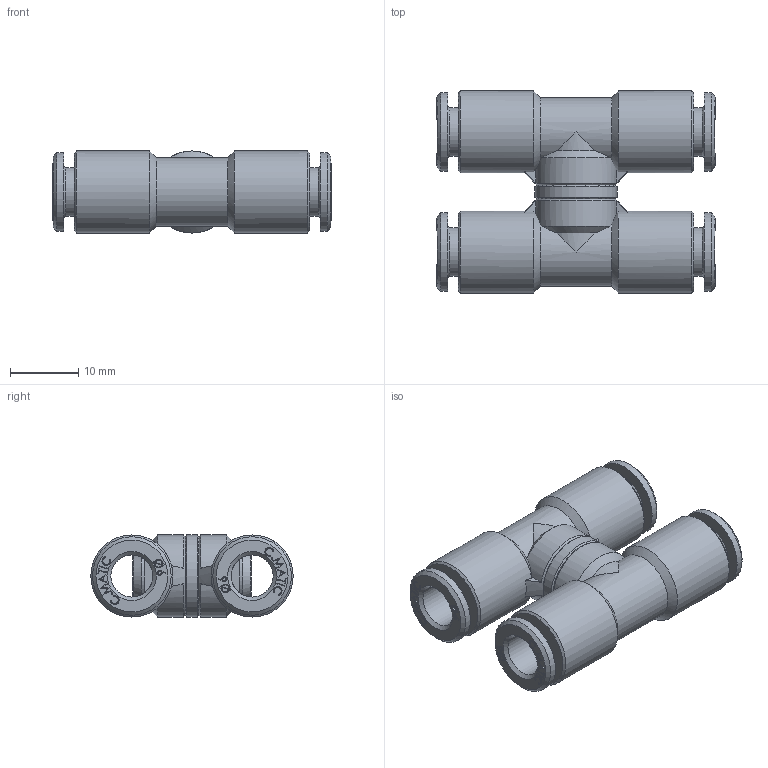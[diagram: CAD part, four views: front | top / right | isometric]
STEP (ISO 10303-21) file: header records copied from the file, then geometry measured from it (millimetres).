
FILE_DESCRIPTION( ( 'STEP AP214' ), '1' );
FILE_NAME( 'psolqas_20084_4.stp', '2021-03-04T17:13:46', ( 'License CC BY-ND 4.0' ), ( 'CADENAS' ), ' ', 'PARTsolutions', ' ' );
FILE_SCHEMA( ( 'AUTOMOTIVE_DESIGN { 1 0 10303 214 1 1 1 1 }' ) );
Length unit declared in the file: metre
Products named in the file (1): Rivoluzione3
Bounding box: 40.8 x 29.6 x 12 mm (x, y, z)
Volume: 6203.7 mm3; surface area: 5866.1 mm2
Topology: 1 solids, 1 shells, 550 faces, 1431 edges, 947 vertices
Faces by surface type: plane 314, bspline 172, cylinder 32, cone 32
Full cylindrical faces by diameter (mm): 5.5 x1, 6.15 x2, 7.1 x4, 7.6 x2, 11.5 x4, 12 x5
Entity records: 30376 total; most frequent: CARTESIAN_POINT 13927, ORIENTED_EDGE 2752, DIRECTION 1830, EDGE_CURVE 1376, VERTEX_POINT 936, LINE 868, VECTOR 868, EDGE_LOOP 664
